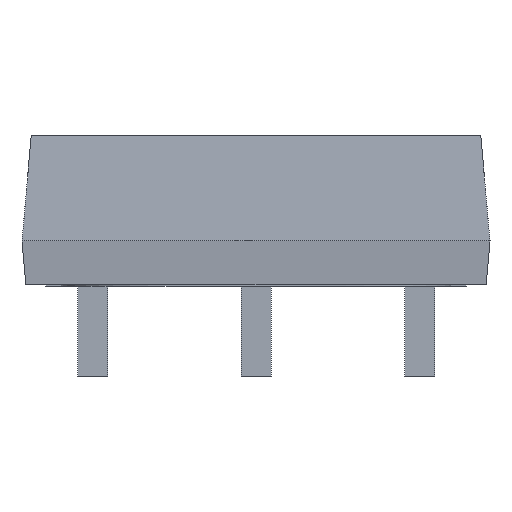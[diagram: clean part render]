
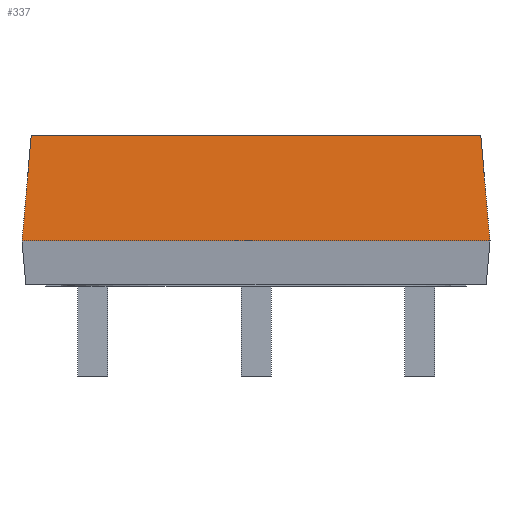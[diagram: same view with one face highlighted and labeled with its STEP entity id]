
A CAD part, left-side view. The second image highlights one B-rep face of the part: STEP entity #337.
In plain terms, the highlighted planar face has unit normal (-0.996, 0, 0.087).
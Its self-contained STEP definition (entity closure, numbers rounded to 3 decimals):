
#337=ADVANCED_FACE('',(#1157),#1159,.T.);
#1157=FACE_BOUND('',#1158,.T.);
#1158=EDGE_LOOP('',(#1836,#1837,#1838,#1839));
#1159=PLANE('',#1160);
#1160=AXIS2_PLACEMENT_3D('',#1161,#1162,#1163);
#1161=CARTESIAN_POINT('',(-5.3,7.8,1.5));
#1162=DIRECTION('',(-0.996,0.,0.087));
#1163=DIRECTION('',(0.,-1.,0.));
#1836=ORIENTED_EDGE('',*,*,#2250,.T.);
#1837=ORIENTED_EDGE('',*,*,#2251,.T.);
#1838=ORIENTED_EDGE('',*,*,#2166,.F.);
#1839=ORIENTED_EDGE('',*,*,#2249,.F.);
#2166=EDGE_CURVE('',#2448,#2450,#2451,.T.);
#2249=EDGE_CURVE('',#2595,#2448,#2601,.T.);
#2250=EDGE_CURVE('',#2595,#2540,#2602,.T.);
#2251=EDGE_CURVE('',#2540,#2450,#2603,.T.);
#2448=VERTEX_POINT('',#2971);
#2450=VERTEX_POINT('',#2975);
#2451=LINE('',#2976,#2977);
#2540=VERTEX_POINT('',#3178);
#2595=VERTEX_POINT('',#3291);
#2601=LINE('',#3312,#3313);
#2602=LINE('',#3315,#3316);
#2603=LINE('',#3318,#3319);
#2971=CARTESIAN_POINT('',(-4.994,7.494,5.));
#2975=CARTESIAN_POINT('',(-4.994,-7.494,5.));
#2976=CARTESIAN_POINT('',(-4.994,7.494,5.));
#2977=VECTOR('',#2978,1.);
#2978=DIRECTION('',(0.,-1.,0.));
#3178=CARTESIAN_POINT('',(-5.3,-7.8,1.5));
#3291=CARTESIAN_POINT('',(-5.3,7.8,1.5));
#3312=CARTESIAN_POINT('',(-5.3,7.8,1.5));
#3313=VECTOR('',#3314,1.);
#3314=DIRECTION('',(0.087,-0.087,0.992));
#3315=CARTESIAN_POINT('',(-5.3,7.8,1.5));
#3316=VECTOR('',#3317,1.);
#3317=DIRECTION('',(0.,-1.,0.));
#3318=CARTESIAN_POINT('',(-5.3,-7.8,1.5));
#3319=VECTOR('',#3320,1.);
#3320=DIRECTION('',(0.087,0.087,0.992));
